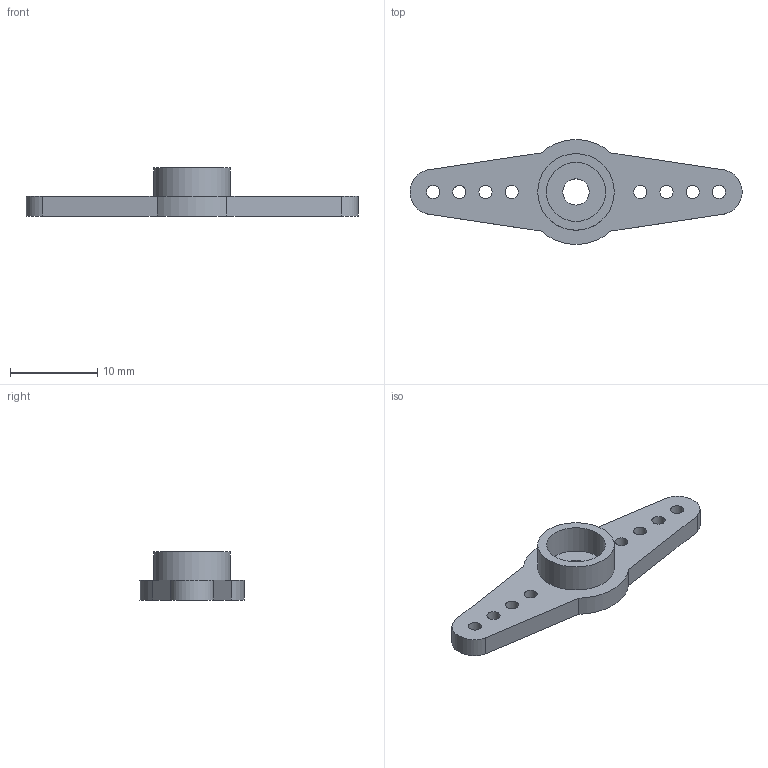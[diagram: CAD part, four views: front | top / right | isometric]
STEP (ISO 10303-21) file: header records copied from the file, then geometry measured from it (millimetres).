
FILE_DESCRIPTION(/* description */ (''),/* implementation_level */ '2;1');
FILE_NAME(/* name */ '2c7aaa40-4b0e-45e4-864d-e88a85315011.stp',/* time_stamp */ '2026-02-26T19:25:08Z',/* author */ (''),/* organization */ (''),/* preprocessor_version */ 'ST-DEVELOPER v20.1',/* originating_system */ 'Autodesk Translation Framework v14.24.0.0',/* authorisation */ '');
FILE_SCHEMA (('AUTOMOTIVE_DESIGN { 1 0 10303 214 3 1 1 }'));
Length unit declared in the file: millimetre
Products named in the file (1): straightLineServoHorn
Bounding box: 37.98 x 11.96 x 5.5 mm (x, y, z)
Volume: 672.7 mm3; surface area: 980.9 mm2
Topology: 1 solids, 1 shells, 23 faces, 59 edges, 40 vertices
Faces by surface type: cylinder 15, plane 8
Full cylindrical faces by diameter (mm): 1.5 x8, 3 x1, 6.75 x1, 8.75 x1
Entity records: 797 total; most frequent: DIRECTION 139, CARTESIAN_POINT 123, ORIENTED_EDGE 118, EDGE_CURVE 59, AXIS2_PLACEMENT_3D 56, EDGE_LOOP 43, VERTEX_POINT 40, CIRCLE 32
